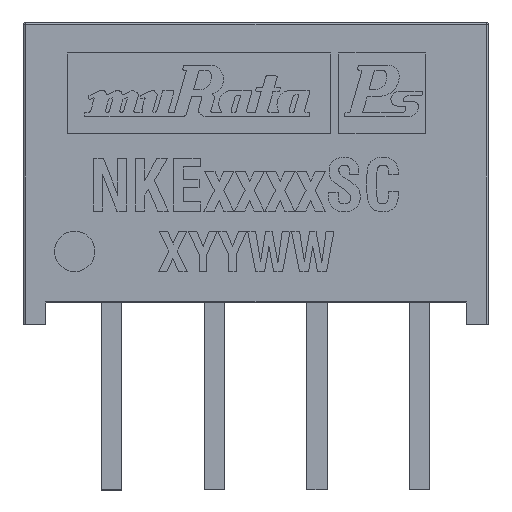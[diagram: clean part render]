
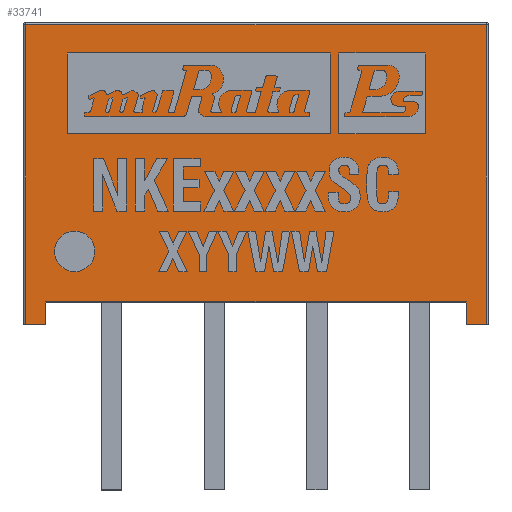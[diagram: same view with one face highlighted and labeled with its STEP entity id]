
A CAD part, top view. The second image highlights one B-rep face of the part: STEP entity #33741.
In plain terms, the highlighted planar face has unit normal (0, 0, 1).
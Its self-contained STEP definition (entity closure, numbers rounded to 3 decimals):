
#1088 = LINE ( 'NONE', #26650, #8627 ) ;
#1451 = LINE ( 'NONE', #39257, #18547 ) ;
#2370 = LINE ( 'NONE', #18832, #18460 ) ;
#2518 = EDGE_CURVE ( 'NONE', #21728, #32886, #36266, .T. ) ;
#3465 = ORIENTED_EDGE ( 'NONE', *, *, #41909, .T. ) ;
#4385 = VECTOR ( 'NONE', #32883, 1000. ) ;
#4688 = DIRECTION ( 'NONE',  ( 0., -1., 0. ) ) ;
#5378 = LINE ( 'NONE', #29632, #4385 ) ;
#5607 = FACE_OUTER_BOUND ( 'NONE', #11013, .T. ) ;
#5803 = ORIENTED_EDGE ( 'NONE', *, *, #16706, .F. ) ;
#6200 = LINE ( 'NONE', #36767, #14802 ) ;
#6211 = VERTEX_POINT ( 'NONE', #11298 ) ;
#6426 = CARTESIAN_POINT ( 'NONE',  ( 9.27, 11.51, 1.25 ) ) ;
#7320 = DIRECTION ( 'NONE',  ( -1., 0., 0. ) ) ;
#8627 = VECTOR ( 'NONE', #7320, 1000. ) ;
#9130 = EDGE_CURVE ( 'NONE', #32886, #18461, #1451, .T. ) ;
#10155 = VERTEX_POINT ( 'NONE', #23560 ) ;
#11013 = EDGE_LOOP ( 'NONE', ( #18926, #36446, #32538, #3465, #5803, #37570, #32998, #23766 ) ) ;
#11298 = CARTESIAN_POINT ( 'NONE',  ( 9.27, 4.1, 1.25 ) ) ;
#12014 = EDGE_CURVE ( 'NONE', #10155, #21728, #13554, .T. ) ;
#12383 = DIRECTION ( 'NONE',  ( -1., 0., 0. ) ) ;
#13554 = LINE ( 'NONE', #40833, #38326 ) ;
#14343 = AXIS2_PLACEMENT_3D ( 'NONE', #36304, #16909, #39537 ) ;
#14802 = VECTOR ( 'NONE', #4688, 1000. ) ;
#15447 = VERTEX_POINT ( 'NONE', #6426 ) ;
#16706 = EDGE_CURVE ( 'NONE', #10155, #38341, #1088, .T. ) ;
#16909 = DIRECTION ( 'NONE',  ( 0., 0., -1. ) ) ;
#18460 = VECTOR ( 'NONE', #12383, 1000. ) ;
#18461 = VERTEX_POINT ( 'NONE', #25843 ) ;
#18547 = VECTOR ( 'NONE', #35882, 1000. ) ;
#18832 = CARTESIAN_POINT ( 'NONE',  ( -2.18, 11.51, 1.25 ) ) ;
#18926 = ORIENTED_EDGE ( 'NONE', *, *, #35324, .F. ) ;
#19002 = VECTOR ( 'NONE', #38194, 1000. ) ;
#20030 = PLANE ( 'NONE',  #14343 ) ;
#20781 = EDGE_CURVE ( 'NONE', #6211, #15447, #38252, .T. ) ;
#20891 = EDGE_CURVE ( 'NONE', #15447, #26567, #2370, .T. ) ;
#21040 = VECTOR ( 'NONE', #40401, 1000. ) ;
#21435 = DIRECTION ( 'NONE',  ( 0., 1., 0. ) ) ;
#21728 = VERTEX_POINT ( 'NONE', #23473 ) ;
#23473 = CARTESIAN_POINT ( 'NONE',  ( -1.63, 4.65, 1.25 ) ) ;
#23560 = CARTESIAN_POINT ( 'NONE',  ( -1.63, 4.1, 1.25 ) ) ;
#23766 = ORIENTED_EDGE ( 'NONE', *, *, #9130, .T. ) ;
#24302 = CARTESIAN_POINT ( 'NONE',  ( -2.13, 4.1, 1.25 ) ) ;
#25804 = CARTESIAN_POINT ( 'NONE',  ( -2.13, 11.51, 1.25 ) ) ;
#25843 = CARTESIAN_POINT ( 'NONE',  ( 8.77, 4.1, 1.25 ) ) ;
#26567 = VERTEX_POINT ( 'NONE', #25804 ) ;
#26650 = CARTESIAN_POINT ( 'NONE',  ( -2.18, 4.1, 1.25 ) ) ;
#29632 = CARTESIAN_POINT ( 'NONE',  ( -2.18, 4.1, 1.25 ) ) ;
#32538 = ORIENTED_EDGE ( 'NONE', *, *, #20891, .T. ) ;
#32883 = DIRECTION ( 'NONE',  ( -1., 0., 0. ) ) ;
#32886 = VERTEX_POINT ( 'NONE', #37790 ) ;
#32998 = ORIENTED_EDGE ( 'NONE', *, *, #2518, .T. ) ;
#33617 = CARTESIAN_POINT ( 'NONE',  ( 9.27, 4.1, 1.25 ) ) ;
#33741 = ADVANCED_FACE ( 'NONE', ( #5607 ), #20030, .F. ) ;
#34924 = CARTESIAN_POINT ( 'NONE',  ( -1.63, 4.65, 1.25 ) ) ;
#35324 = EDGE_CURVE ( 'NONE', #6211, #18461, #5378, .T. ) ;
#35882 = DIRECTION ( 'NONE',  ( 0., -1., 0. ) ) ;
#36266 = LINE ( 'NONE', #34924, #19002 ) ;
#36304 = CARTESIAN_POINT ( 'NONE',  ( -2.18, 4.1, 1.25 ) ) ;
#36446 = ORIENTED_EDGE ( 'NONE', *, *, #20781, .T. ) ;
#36767 = CARTESIAN_POINT ( 'NONE',  ( -2.13, 4.1, 1.25 ) ) ;
#37570 = ORIENTED_EDGE ( 'NONE', *, *, #12014, .T. ) ;
#37790 = CARTESIAN_POINT ( 'NONE',  ( 8.77, 4.65, 1.25 ) ) ;
#38194 = DIRECTION ( 'NONE',  ( 1., 0., 0. ) ) ;
#38252 = LINE ( 'NONE', #33617, #21040 ) ;
#38326 = VECTOR ( 'NONE', #21435, 1000. ) ;
#38341 = VERTEX_POINT ( 'NONE', #24302 ) ;
#39257 = CARTESIAN_POINT ( 'NONE',  ( 8.77, 4.1, 1.25 ) ) ;
#39537 = DIRECTION ( 'NONE',  ( 1., 0., 0. ) ) ;
#40401 = DIRECTION ( 'NONE',  ( 0., 1., 0. ) ) ;
#40833 = CARTESIAN_POINT ( 'NONE',  ( -1.63, 4.1, 1.25 ) ) ;
#41909 = EDGE_CURVE ( 'NONE', #26567, #38341, #6200, .T. ) ;
